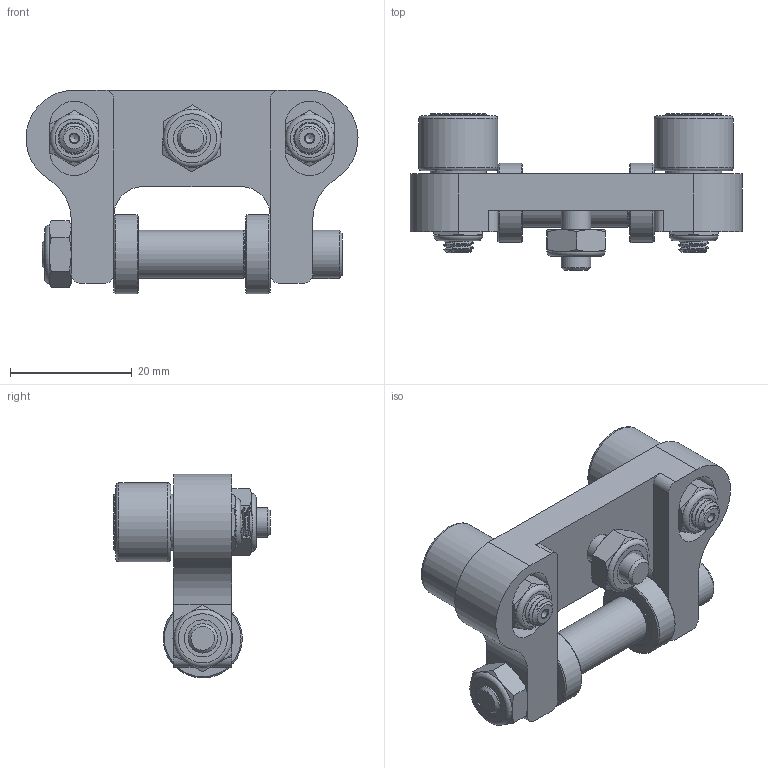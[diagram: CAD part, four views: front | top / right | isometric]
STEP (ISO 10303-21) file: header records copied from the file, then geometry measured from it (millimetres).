
FILE_DESCRIPTION (( 'STEP AP214' ), '1' );
FILE_NAME ('am-4870 1x1 CF Elevator Corner Bearing Kit.STEP', '2022-11-30T15:29:51', ( '' ), ( '' ), 'SwSTEP 2.0', 'SolidWorks 2022', '' );
FILE_SCHEMA (( 'AUTOMOTIVE_DESIGN' ));
Length unit declared in the file: millimetre
Products named in the file (9): AS31-10-44 Aluminum Spacer; 10-32x1750_shcs_HX-SHCS 0.19-32x1.375x1-C; 695-2Z Bearing_7804K108; FHCS 10-32x0.625_SCHCSCREW 0.19-32x0.625x0.625-HX-C; 1x1 UniPlate V0.1 alt screw; am-4246 CF5 Crowned Cam Follower; 10-32 Nylock Jam Nut_90633A411; am-4870 1x1 CF Elevator Corner Bearing Kit; M5 Nylock Nut 1_90576A104
Assembly tree (12 placements, depth 2):
  am-4870 1x1 CF Elevator Corner Bearing Kit
    1x1 UniPlate V0.1 alt screw
    am-4246 CF5 Crowned Cam Follower  x2
    695-2Z Bearing_7804K108  x2
    M5 Nylock Nut 1_90576A104  x2
    10-32 Nylock Jam Nut_90633A411  x2
    10-32x1750_shcs_HX-SHCS 0.19-32x1.375x1-C
    AS31-10-44 Aluminum Spacer
    FHCS 10-32x0.625_SCHCSCREW 0.19-32x0.625x0.625-HX-C
Bounding box: 54.53 x 25.75 x 33.49 mm (x, y, z)
Volume: 13624.8 mm3; surface area: 12130.6 mm2
Topology: 46 solids, 46 shells, 458 faces, 1052 edges, 661 vertices
Faces by surface type: plane 141, cylinder 135, cone 133, sphere 24, torus 21, bspline 4
Full cylindrical faces by diameter (mm): 1.5 x2, 4.091 x2, 4.178 x6, 4.255 x2, 4.342 x8, 4.826 x10, 4.9 x2, 4.92 x1, 5 x30, 5.105 x5, 5.294 x2, 6.08 x2, 7.937 x1, 7.938 x1, 8.209 x8, 9.2 x4, 9.791 x8, 10.213 x1, 12.959 x2, 13 x2
Entity records: 9356 total; most frequent: CARTESIAN_POINT 3579, DIRECTION 1078, ORIENTED_EDGE 870, AXIS2_PLACEMENT_3D 474, EDGE_CURVE 435, EDGE_LOOP 390, VERTEX_POINT 317, FACE_OUTER_BOUND 312
